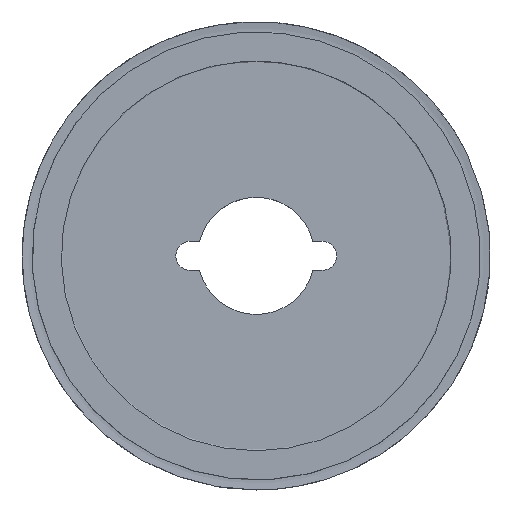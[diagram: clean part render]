
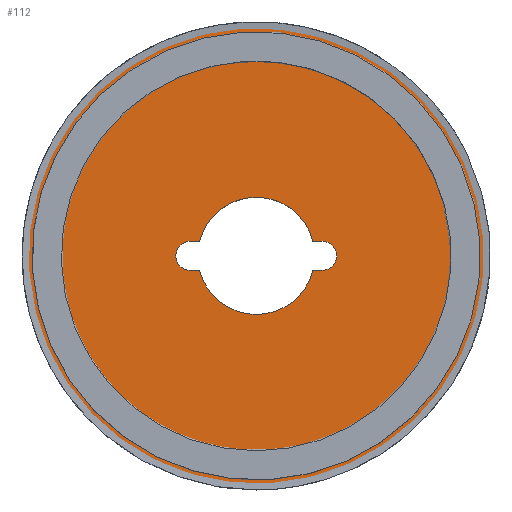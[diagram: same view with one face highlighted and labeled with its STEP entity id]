
A CAD part, top view. The second image highlights one B-rep face of the part: STEP entity #112.
In plain terms, the highlighted planar face has unit normal (0, 0, 1).
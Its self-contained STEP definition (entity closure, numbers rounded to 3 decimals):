
#69=PLANE('',#383);
#77=LINE('',#509,#94);
#78=LINE('',#513,#95);
#79=LINE('',#517,#96);
#80=LINE('',#521,#97);
#94=VECTOR('',#422,1.);
#95=VECTOR('',#425,1.);
#96=VECTOR('',#428,1.);
#97=VECTOR('',#431,1.);
#112=ADVANCED_FACE('',(#139,#140),#69,.T.);
#139=FACE_BOUND('',#165,.T.);
#140=FACE_BOUND('',#166,.T.);
#165=EDGE_LOOP('',(#199));
#166=EDGE_LOOP('',(#200,#201,#202,#203,#204,#205,#206,#207));
#199=ORIENTED_EDGE('',*,*,#297,.T.);
#200=ORIENTED_EDGE('',*,*,#299,.F.);
#201=ORIENTED_EDGE('',*,*,#300,.T.);
#202=ORIENTED_EDGE('',*,*,#301,.F.);
#203=ORIENTED_EDGE('',*,*,#302,.T.);
#204=ORIENTED_EDGE('',*,*,#303,.F.);
#205=ORIENTED_EDGE('',*,*,#304,.F.);
#206=ORIENTED_EDGE('',*,*,#305,.F.);
#207=ORIENTED_EDGE('',*,*,#306,.T.);
#269=VERTEX_POINT('',#502);
#271=VERTEX_POINT('',#507);
#272=VERTEX_POINT('',#508);
#273=VERTEX_POINT('',#510);
#274=VERTEX_POINT('',#512);
#275=VERTEX_POINT('',#514);
#276=VERTEX_POINT('',#516);
#277=VERTEX_POINT('',#518);
#278=VERTEX_POINT('',#520);
#297=EDGE_CURVE('',#269,#269,#333,.T.);
#299=EDGE_CURVE('',#271,#272,#335,.T.);
#300=EDGE_CURVE('',#271,#273,#77,.T.);
#301=EDGE_CURVE('',#274,#273,#336,.T.);
#302=EDGE_CURVE('',#274,#275,#78,.T.);
#303=EDGE_CURVE('',#276,#275,#337,.T.);
#304=EDGE_CURVE('',#277,#276,#79,.T.);
#305=EDGE_CURVE('',#278,#277,#338,.T.);
#306=EDGE_CURVE('',#278,#272,#80,.T.);
#333=CIRCLE('',#376,50.2);
#335=CIRCLE('',#379,3.175);
#336=CIRCLE('',#380,12.705);
#337=CIRCLE('',#381,3.175);
#338=CIRCLE('',#382,12.705);
#376=AXIS2_PLACEMENT_3D('',#501,#414,#415);
#379=AXIS2_PLACEMENT_3D('',#506,#420,#421);
#380=AXIS2_PLACEMENT_3D('',#511,#423,#424);
#381=AXIS2_PLACEMENT_3D('',#515,#426,#427);
#382=AXIS2_PLACEMENT_3D('',#519,#429,#430);
#383=AXIS2_PLACEMENT_3D('',#522,#432,#433);
#414=DIRECTION('',(0.,0.,1.));
#415=DIRECTION('',(-1.,0.,0.));
#420=DIRECTION('',(0.,0.,1.));
#421=DIRECTION('',(0.,1.,0.));
#422=DIRECTION('',(-1.,0.,0.));
#423=DIRECTION('',(0.,0.,1.));
#424=DIRECTION('',(0.,1.,0.));
#425=DIRECTION('',(-1.,0.,0.));
#426=DIRECTION('',(0.,0.,1.));
#427=DIRECTION('',(0.,1.,0.));
#428=DIRECTION('',(-1.,0.,0.));
#429=DIRECTION('',(0.,0.,1.));
#430=DIRECTION('',(0.,1.,0.));
#431=DIRECTION('',(1.,0.,0.));
#432=DIRECTION('',(0.,0.,1.));
#433=DIRECTION('',(0.,-1.,0.));
#501=CARTESIAN_POINT('',(0.,0.,0.));
#502=CARTESIAN_POINT('',(-50.2,0.,0.));
#506=CARTESIAN_POINT('',(14.27,0.,0.));
#507=CARTESIAN_POINT('',(14.27,-3.175,0.));
#508=CARTESIAN_POINT('',(14.27,3.175,0.));
#509=CARTESIAN_POINT('',(0.,-3.175,0.));
#510=CARTESIAN_POINT('',(12.302,-3.175,0.));
#511=CARTESIAN_POINT('',(0.,0.,0.));
#512=CARTESIAN_POINT('',(-12.302,-3.175,0.));
#513=CARTESIAN_POINT('',(0.,-3.175,0.));
#514=CARTESIAN_POINT('',(-14.27,-3.175,0.));
#515=CARTESIAN_POINT('',(-14.27,0.,0.));
#516=CARTESIAN_POINT('',(-14.27,3.175,0.));
#517=CARTESIAN_POINT('',(0.,3.175,0.));
#518=CARTESIAN_POINT('',(-12.302,3.175,0.));
#519=CARTESIAN_POINT('',(0.,0.,0.));
#520=CARTESIAN_POINT('',(12.302,3.175,0.));
#521=CARTESIAN_POINT('',(0.,3.175,0.));
#522=CARTESIAN_POINT('',(0.,0.,0.));
